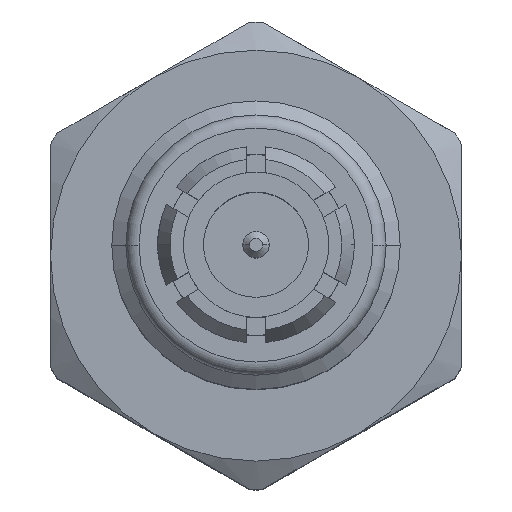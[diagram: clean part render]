
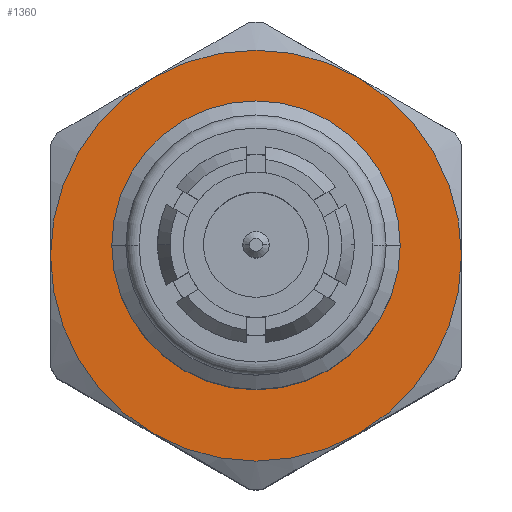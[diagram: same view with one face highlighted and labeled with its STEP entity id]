
A CAD part, top view. The second image highlights one B-rep face of the part: STEP entity #1360.
In plain terms, the highlighted face is planar.
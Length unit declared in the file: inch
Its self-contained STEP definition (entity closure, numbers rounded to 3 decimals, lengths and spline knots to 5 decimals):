
#48 = CIRCLE ( 'NONE', #2662, 0.15625 ) ;
#238 = DIRECTION ( 'NONE',  ( 0., 0., -1. ) ) ;
#549 = VERTEX_POINT ( 'NONE', #973 ) ;
#732 = EDGE_CURVE ( 'NONE', #10247, #9207, #48, .T. ) ;
#765 = AXIS2_PLACEMENT_3D ( 'NONE', #10057, #1286, #8237 ) ;
#973 = CARTESIAN_POINT ( 'NONE',  ( 0.74, 0.13532, 0.07813 ) ) ;
#1090 = CARTESIAN_POINT ( 'NONE',  ( 0.74, 0., 0. ) ) ;
#1093 = CARTESIAN_POINT ( 'NONE',  ( 0.74, 0.18095, 0. ) ) ;
#1263 = CIRCLE ( 'NONE', #3990, 0.15625 ) ;
#1286 = DIRECTION ( 'NONE',  ( 1., 0., 0. ) ) ;
#1309 = AXIS2_PLACEMENT_3D ( 'NONE', #9124, #5472, #2078 ) ;
#1360 = ADVANCED_FACE ( 'NONE', ( #3976, #5367 ), #9018, .T. ) ;
#1380 = ORIENTED_EDGE ( 'NONE', *, *, #4892, .T. ) ;
#1436 = CIRCLE ( 'NONE', #1309, 0.15625 ) ;
#1571 = AXIS2_PLACEMENT_3D ( 'NONE', #3834, #9876, #9952 ) ;
#1591 = VERTEX_POINT ( 'NONE', #3403 ) ;
#2078 = DIRECTION ( 'NONE',  ( 0., 0., -1. ) ) ;
#2367 = EDGE_CURVE ( 'NONE', #5292, #1591, #7483, .T. ) ;
#2534 = CARTESIAN_POINT ( 'NONE',  ( 0.74, 0., 0.15625 ) ) ;
#2582 = CARTESIAN_POINT ( 'NONE',  ( 0.74, 0., -0.067 ) ) ;
#2662 = AXIS2_PLACEMENT_3D ( 'NONE', #1090, #8867, #238 ) ;
#2942 = CARTESIAN_POINT ( 'NONE',  ( 0.74, 0., 0.067 ) ) ;
#3244 = AXIS2_PLACEMENT_3D ( 'NONE', #10711, #7946, #6247 ) ;
#3403 = CARTESIAN_POINT ( 'NONE',  ( 0.74, 0.13532, -0.07813 ) ) ;
#3471 = DIRECTION ( 'NONE',  ( 1., 0., 0. ) ) ;
#3498 = DIRECTION ( 'NONE',  ( 0., 0., -1. ) ) ;
#3834 = CARTESIAN_POINT ( 'NONE',  ( 0.74, 0., 0. ) ) ;
#3976 = FACE_BOUND ( 'NONE', #9602, .T. ) ;
#3990 = AXIS2_PLACEMENT_3D ( 'NONE', #7253, #5622, #8088 ) ;
#4045 = AXIS2_PLACEMENT_3D ( 'NONE', #9676, #10555, #3498 ) ;
#4228 = EDGE_CURVE ( 'NONE', #4944, #8455, #8378, .T. ) ;
#4840 = AXIS2_PLACEMENT_3D ( 'NONE', #11334, #3471, #10299 ) ;
#4892 = EDGE_CURVE ( 'NONE', #8455, #4944, #10289, .T. ) ;
#4894 = ORIENTED_EDGE ( 'NONE', *, *, #6805, .T. ) ;
#4944 = VERTEX_POINT ( 'NONE', #2942 ) ;
#5292 = VERTEX_POINT ( 'NONE', #11363 ) ;
#5340 = ORIENTED_EDGE ( 'NONE', *, *, #8074, .T. ) ;
#5367 = FACE_OUTER_BOUND ( 'NONE', #5859, .T. ) ;
#5397 = DIRECTION ( 'NONE',  ( 0., 0., -1. ) ) ;
#5472 = DIRECTION ( 'NONE',  ( 1., 0., 0. ) ) ;
#5622 = DIRECTION ( 'NONE',  ( 1., 0., 0. ) ) ;
#5859 = EDGE_LOOP ( 'NONE', ( #5340, #11125, #4894, #10150, #10320, #7944 ) ) ;
#6030 = VERTEX_POINT ( 'NONE', #7125 ) ;
#6247 = DIRECTION ( 'NONE',  ( 0., 0., -1. ) ) ;
#6805 = EDGE_CURVE ( 'NONE', #1591, #549, #7668, .T. ) ;
#7125 = CARTESIAN_POINT ( 'NONE',  ( 0.74, -0.13532, -0.07812 ) ) ;
#7127 = AXIS2_PLACEMENT_3D ( 'NONE', #1093, #10668, #5397 ) ;
#7253 = CARTESIAN_POINT ( 'NONE',  ( 0.74, 0., 0. ) ) ;
#7483 = CIRCLE ( 'NONE', #4840, 0.15625 ) ;
#7668 = CIRCLE ( 'NONE', #4045, 0.15625 ) ;
#7944 = ORIENTED_EDGE ( 'NONE', *, *, #10733, .T. ) ;
#7946 = DIRECTION ( 'NONE',  ( -1., 0., 0. ) ) ;
#8001 = EDGE_CURVE ( 'NONE', #549, #10247, #1436, .T. ) ;
#8074 = EDGE_CURVE ( 'NONE', #6030, #5292, #1263, .T. ) ;
#8088 = DIRECTION ( 'NONE',  ( 0., 0., -1. ) ) ;
#8237 = DIRECTION ( 'NONE',  ( 0., 0., -1. ) ) ;
#8378 = CIRCLE ( 'NONE', #3244, 0.067 ) ;
#8455 = VERTEX_POINT ( 'NONE', #2582 ) ;
#8867 = DIRECTION ( 'NONE',  ( 1., 0., 0. ) ) ;
#9018 = PLANE ( 'NONE',  #7127 ) ;
#9124 = CARTESIAN_POINT ( 'NONE',  ( 0.74, 0., 0. ) ) ;
#9207 = VERTEX_POINT ( 'NONE', #9646 ) ;
#9602 = EDGE_LOOP ( 'NONE', ( #1380, #9674 ) ) ;
#9646 = CARTESIAN_POINT ( 'NONE',  ( 0.74, -0.13532, 0.07813 ) ) ;
#9674 = ORIENTED_EDGE ( 'NONE', *, *, #4228, .T. ) ;
#9676 = CARTESIAN_POINT ( 'NONE',  ( 0.74, 0., 0. ) ) ;
#9876 = DIRECTION ( 'NONE',  ( -1., 0., 0. ) ) ;
#9952 = DIRECTION ( 'NONE',  ( 0., 0., -1. ) ) ;
#10057 = CARTESIAN_POINT ( 'NONE',  ( 0.74, 0., 0. ) ) ;
#10150 = ORIENTED_EDGE ( 'NONE', *, *, #8001, .T. ) ;
#10247 = VERTEX_POINT ( 'NONE', #2534 ) ;
#10289 = CIRCLE ( 'NONE', #1571, 0.067 ) ;
#10299 = DIRECTION ( 'NONE',  ( 0., 0., -1. ) ) ;
#10320 = ORIENTED_EDGE ( 'NONE', *, *, #732, .T. ) ;
#10555 = DIRECTION ( 'NONE',  ( 1., 0., 0. ) ) ;
#10668 = DIRECTION ( 'NONE',  ( 1., 0., 0. ) ) ;
#10711 = CARTESIAN_POINT ( 'NONE',  ( 0.74, 0., 0. ) ) ;
#10733 = EDGE_CURVE ( 'NONE', #9207, #6030, #10874, .T. ) ;
#10874 = CIRCLE ( 'NONE', #765, 0.15625 ) ;
#11125 = ORIENTED_EDGE ( 'NONE', *, *, #2367, .T. ) ;
#11334 = CARTESIAN_POINT ( 'NONE',  ( 0.74, 0., 0. ) ) ;
#11363 = CARTESIAN_POINT ( 'NONE',  ( 0.74, 0., -0.15625 ) ) ;
